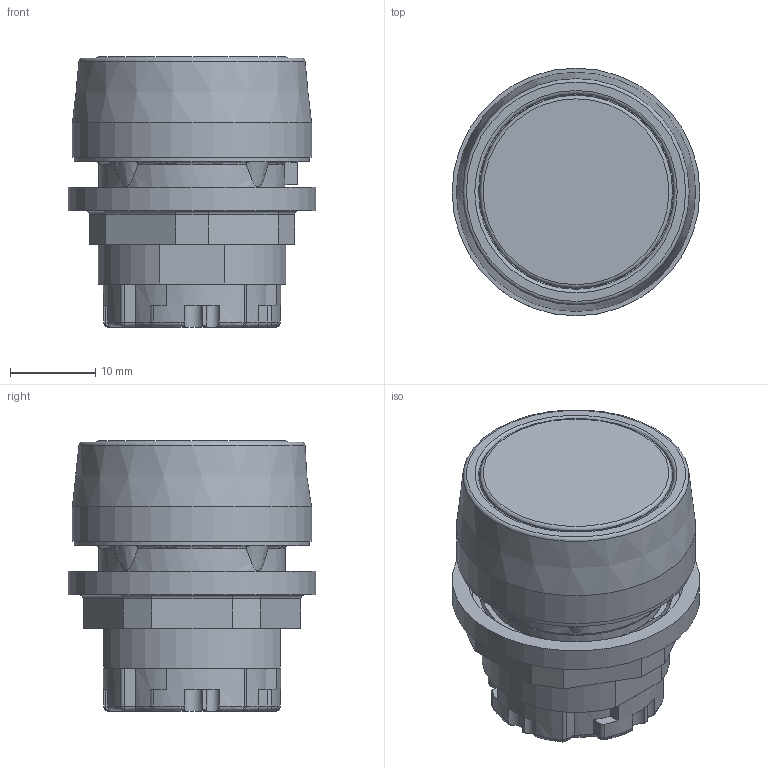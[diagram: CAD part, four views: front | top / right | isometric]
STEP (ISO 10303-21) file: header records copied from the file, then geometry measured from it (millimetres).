
FILE_DESCRIPTION(/* description */ (''),/* implementation_level */ '2;1');
FILE_NAME(/* name */ 'RT.stp',/* time_stamp */ '2020-09-03T07:15:00+02:00',/* author */ ('thagel'),/* organization */ (''),/* preprocessor_version */ 'ST-DEVELOPER v17.2',/* originating_system */ 'Autodesk Inventor 2019',/* authorisation */ '');
FILE_SCHEMA (('AUTOMOTIVE_DESIGN { 1 0 10303 214 3 1 1 }'));
Length unit declared in the file: millimetre
Products named in the file (1): RT
Bounding box: 29 x 29 x 31.64 mm (x, y, z)
Volume: 14165.6 mm3; surface area: 7888.4 mm2
Topology: 1 solids, 3 shells, 351 faces, 940 edges, 600 vertices
Faces by surface type: plane 178, cylinder 120, torus 36, sphere 9, cone 6, bspline 2
Full cylindrical faces by diameter (mm): 17.866 x3, 18 x1, 18.6 x1, 20.75 x1, 21.85 x1, 22.55 x1, 22.6 x1, 22.9 x1, 25.35 x1, 27.65 x1, 28 x1, 29 x1
Entity records: 11723 total; most frequent: CARTESIAN_POINT 2777, DIRECTION 1924, ORIENTED_EDGE 1872, EDGE_CURVE 936, AXIS2_PLACEMENT_3D 729, VERTEX_POINT 600, LINE 466, VECTOR 466
